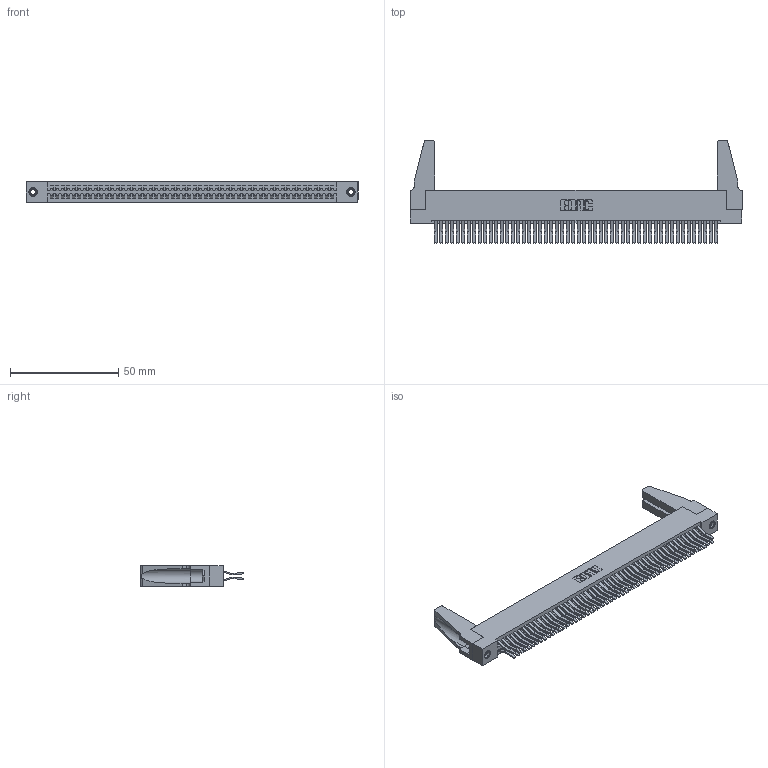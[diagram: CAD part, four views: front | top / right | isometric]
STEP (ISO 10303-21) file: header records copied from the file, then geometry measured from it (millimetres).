
FILE_DESCRIPTION (( 'STEP AP203' ), '1' );
FILE_NAME ('345-104-560-288.STEP', '2019-11-03T13:45:08', ( '' ), ( '' ), 'SwSTEP 2.0', 'SolidWorks 2016', '' );
FILE_SCHEMA (( 'CONFIG_CONTROL_DESIGN' ));
Length unit declared in the file: inch
Products named in the file (5): 345-104-560-288; 345-250-001_345-250-001-102; 345-220-078_345-220-088; 345 Part_Flush Mounting Lugs - 0.156 Dia-TH; 345-292-001_560 Tail
Assembly tree (109 placements, depth 2):
  345-104-560-288
    345 Part_Flush Mounting Lugs - 0.156 Dia-TH
    345-292-001_560 Tail  x104
    345-250-001_345-250-001-102  x2
    345-220-078_345-220-088  x2
Bounding box: 153.31 x 47.31 x 9.4 mm (x, y, z)
Volume: 18920.1 mm3; surface area: 28228.4 mm2
Topology: 109 solids, 109 shells, 5658 faces, 16775 edges, 11034 vertices
Faces by surface type: plane 3584, cylinder 2058, cone 12, torus 4
Entity records: 41690 total; most frequent: CARTESIAN_POINT 6974, ORIENTED_EDGE 6868, DIRECTION 6146, EDGE_CURVE 3434, VECTOR 3048, LINE 3048, VERTEX_POINT 2282, AXIS2_PLACEMENT_3D 1549
